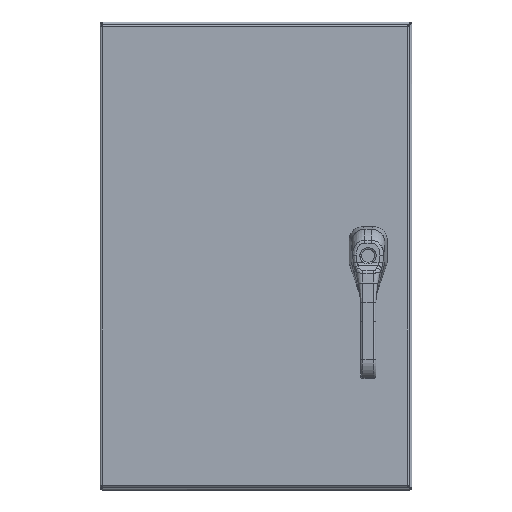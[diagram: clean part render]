
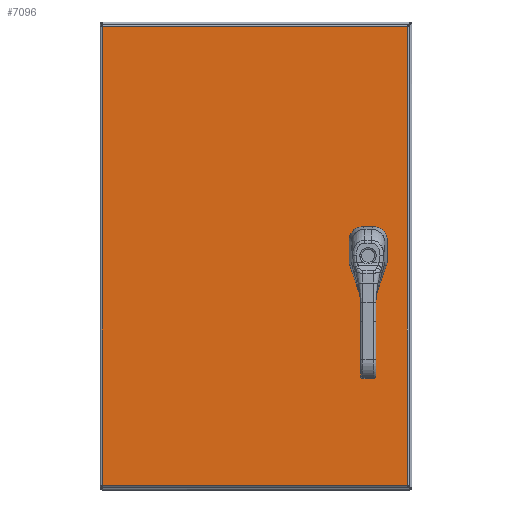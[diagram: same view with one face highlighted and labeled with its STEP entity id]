
A CAD part, top view. The second image highlights one B-rep face of the part: STEP entity #7096.
In plain terms, the highlighted face is planar.
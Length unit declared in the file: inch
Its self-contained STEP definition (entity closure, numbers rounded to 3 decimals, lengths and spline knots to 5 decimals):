
#5419=CARTESIAN_POINT('',(2.33762,12.275,0.0));
#5420=VERTEX_POINT('',#5419);
#5427=CARTESIAN_POINT('',(2.525,12.08762,0.0));
#5428=VERTEX_POINT('',#5427);
#5429=CARTESIAN_POINT('',(2.125,11.875,0.0));
#5430=DIRECTION('',(0.0,0.0,1.0));
#5431=DIRECTION('',(-0.469,-0.883,0.0));
#5432=AXIS2_PLACEMENT_3D('',#5429,#5430,#5431);
#5433=CIRCLE('',#5432,0.453);
#5434=EDGE_CURVE('',#5428,#5420,#5433,.T.);
#5459=CARTESIAN_POINT('',(2.525,11.66238,0.0));
#5460=VERTEX_POINT('',#5459);
#5461=CARTESIAN_POINT('',(2.525,11.66238,0.0));
#5462=DIRECTION('',(0.0,1.0,0.0));
#5463=VECTOR('',#5462,0.42525);
#5464=LINE('',#5461,#5463);
#5465=EDGE_CURVE('',#5460,#5428,#5464,.T.);
#5491=CARTESIAN_POINT('',(2.33762,11.475,0.0));
#5492=VERTEX_POINT('',#5491);
#5493=CARTESIAN_POINT('',(2.125,11.875,0.0));
#5494=DIRECTION('',(0.0,0.0,1.0));
#5495=DIRECTION('',(-0.883,0.469,0.0));
#5496=AXIS2_PLACEMENT_3D('',#5493,#5494,#5495);
#5497=CIRCLE('',#5496,0.453);
#5498=EDGE_CURVE('',#5492,#5460,#5497,.T.);
#5523=CARTESIAN_POINT('',(1.91238,11.475,0.0));
#5524=VERTEX_POINT('',#5523);
#5525=CARTESIAN_POINT('',(1.91238,11.475,0.0));
#5526=DIRECTION('',(1.0,0.0,0.0));
#5527=VECTOR('',#5526,0.42525);
#5528=LINE('',#5525,#5527);
#5529=EDGE_CURVE('',#5524,#5492,#5528,.T.);
#5555=CARTESIAN_POINT('',(1.725,11.66238,0.0));
#5556=VERTEX_POINT('',#5555);
#5557=CARTESIAN_POINT('',(2.125,11.875,0.0));
#5558=DIRECTION('',(0.0,0.0,1.0));
#5559=DIRECTION('',(0.469,0.883,0.0));
#5560=AXIS2_PLACEMENT_3D('',#5557,#5558,#5559);
#5561=CIRCLE('',#5560,0.453);
#5562=EDGE_CURVE('',#5556,#5524,#5561,.T.);
#5587=CARTESIAN_POINT('',(1.725,12.08762,0.0));
#5588=VERTEX_POINT('',#5587);
#5589=CARTESIAN_POINT('',(1.725,12.08762,0.0));
#5590=DIRECTION('',(0.0,-1.0,0.0));
#5591=VECTOR('',#5590,0.42525);
#5592=LINE('',#5589,#5591);
#5593=EDGE_CURVE('',#5588,#5556,#5592,.T.);
#5619=CARTESIAN_POINT('',(1.91238,12.275,0.0));
#5620=VERTEX_POINT('',#5619);
#5621=CARTESIAN_POINT('',(2.125,11.875,0.0));
#5622=DIRECTION('',(0.0,0.0,1.0));
#5623=DIRECTION('',(0.883,-0.469,0.0));
#5624=AXIS2_PLACEMENT_3D('',#5621,#5622,#5623);
#5625=CIRCLE('',#5624,0.453);
#5626=EDGE_CURVE('',#5620,#5588,#5625,.T.);
#5649=CARTESIAN_POINT('',(2.33762,12.275,0.0));
#5650=DIRECTION('',(-1.0,0.0,0.0));
#5651=VECTOR('',#5650,0.42525);
#5652=LINE('',#5649,#5651);
#5653=EDGE_CURVE('',#5420,#5620,#5652,.T.);
#6104=CARTESIAN_POINT('',(15.76975,0.10525,0.));
#6105=VERTEX_POINT('',#6104);
#6116=CARTESIAN_POINT('',(15.76975,23.64475,0.));
#6117=VERTEX_POINT('',#6116);
#6118=CARTESIAN_POINT('',(15.76975,23.64475,0.0));
#6119=DIRECTION('',(0.0,-1.0,0.0));
#6120=VECTOR('',#6119,23.5395);
#6121=LINE('',#6118,#6120);
#6122=EDGE_CURVE('',#6117,#6105,#6121,.T.);
#6274=CARTESIAN_POINT('',(0.10525,0.10525,0.));
#6275=VERTEX_POINT('',#6274);
#6286=CARTESIAN_POINT('',(15.76975,0.10525,0.0));
#6287=DIRECTION('',(-1.0,0.0,0.0));
#6288=VECTOR('',#6287,15.6645);
#6289=LINE('',#6286,#6288);
#6290=EDGE_CURVE('',#6105,#6275,#6289,.T.);
#6551=CARTESIAN_POINT('',(0.10525,23.64475,0.));
#6552=VERTEX_POINT('',#6551);
#6563=CARTESIAN_POINT('',(0.10525,0.10525,0.0));
#6564=DIRECTION('',(0.0,1.0,0.0));
#6565=VECTOR('',#6564,23.5395);
#6566=LINE('',#6563,#6565);
#6567=EDGE_CURVE('',#6275,#6552,#6566,.T.);
#6832=CARTESIAN_POINT('',(0.10525,23.64475,0.0));
#6833=DIRECTION('',(1.0,0.0,0.0));
#6834=VECTOR('',#6833,15.6645);
#6835=LINE('',#6832,#6834);
#6836=EDGE_CURVE('',#6552,#6117,#6835,.T.);
#7075=CARTESIAN_POINT('',(7.9375,11.875,0.0));
#7076=DIRECTION('',(0.0,0.0,1.0));
#7077=DIRECTION('',(1.0,0.0,0.0));
#7078=AXIS2_PLACEMENT_3D('',#7075,#7076,#7077);
#7079=PLANE('',#7078);
#7080=ORIENTED_EDGE('',*,*,#6122,.T.);
#7081=ORIENTED_EDGE('',*,*,#6290,.T.);
#7082=ORIENTED_EDGE('',*,*,#6567,.T.);
#7083=ORIENTED_EDGE('',*,*,#6836,.T.);
#7084=EDGE_LOOP('',(#7080,#7081,#7082,#7083));
#7085=FACE_OUTER_BOUND('',#7084,.T.);
#7086=ORIENTED_EDGE('',*,*,#5434,.T.);
#7087=ORIENTED_EDGE('',*,*,#5653,.T.);
#7088=ORIENTED_EDGE('',*,*,#5626,.T.);
#7089=ORIENTED_EDGE('',*,*,#5593,.T.);
#7090=ORIENTED_EDGE('',*,*,#5562,.T.);
#7091=ORIENTED_EDGE('',*,*,#5529,.T.);
#7092=ORIENTED_EDGE('',*,*,#5498,.T.);
#7093=ORIENTED_EDGE('',*,*,#5465,.T.);
#7094=EDGE_LOOP('',(#7086,#7087,#7088,#7089,#7090,#7091,#7092,#7093));
#7095=FACE_BOUND('',#7094,.T.);
#7096=ADVANCED_FACE('',(#7085,#7095),#7079,.F.);
